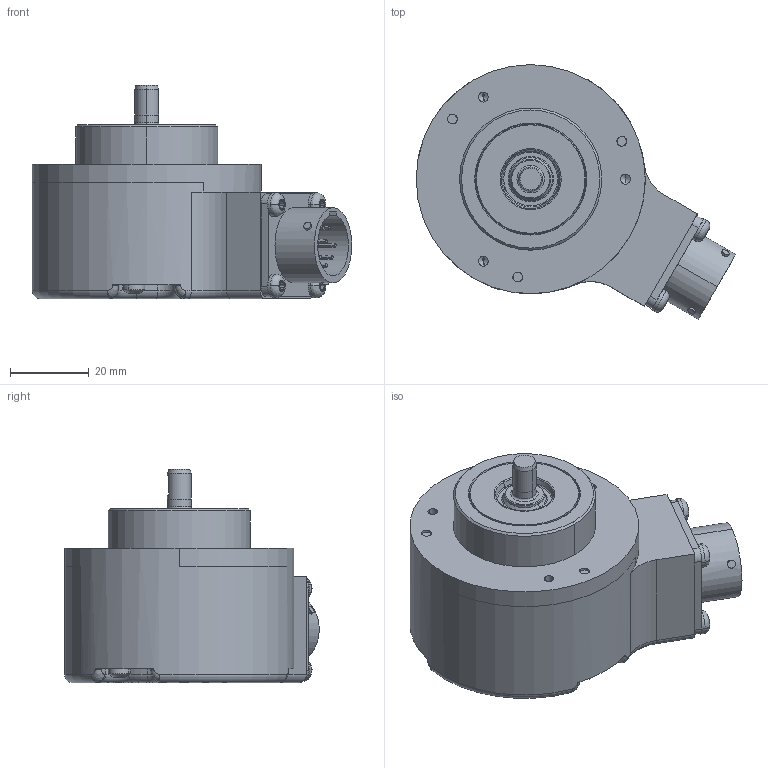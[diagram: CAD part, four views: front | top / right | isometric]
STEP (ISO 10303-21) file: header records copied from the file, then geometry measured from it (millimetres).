
FILE_DESCRIPTION((''),'2;1');
FILE_NAME('518532','2010-11-10T',('se2802'),(''),'PRO/ENGINEER BY PARAMETRIC TECHNOLOGY CORPORATION, 2010180','PRO/ENGINEER BY PARAMETRIC TECHNOLOGY CORPORATION, 2010180','');
FILE_SCHEMA(('CONFIG_CONTROL_DESIGN'));
Length unit declared in the file: millimetre
Products named in the file (1): 518532
Bounding box: 80.95 x 64.48 x 54 mm (x, y, z)
Volume: 111042.1 mm3; surface area: 17509.4 mm2
Topology: 1 solids, 3 shells, 977 faces, 2613 edges, 1709 vertices
Faces by surface type: extrusion 324, plane 310, cylinder 252, torus 39, cone 26, bspline 14, sphere 12
Entity records: 35612 total; most frequent: CARTESIAN_POINT 12213, ORIENTED_EDGE 5214, DIRECTION 4102, EDGE_CURVE 2607, VERTEX_POINT 1709, AXIS2_PLACEMENT_3D 1370, VECTOR 1362, B_SPLINE_CURVE_WITH_KNOTS 1162
